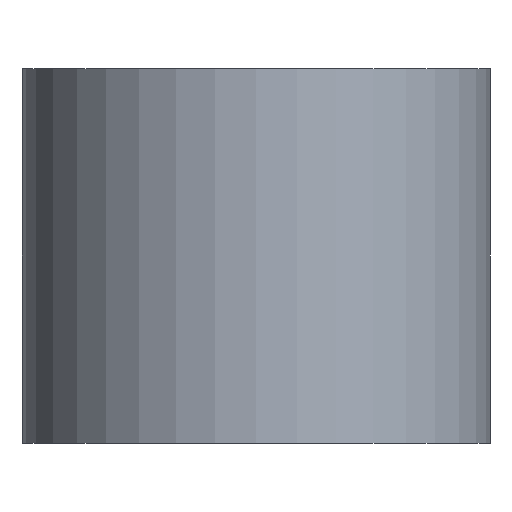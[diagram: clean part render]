
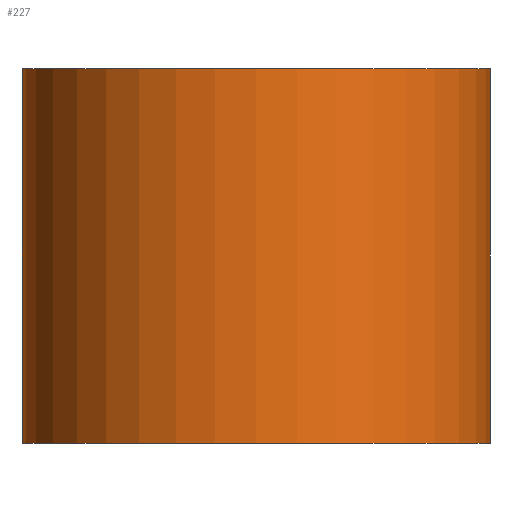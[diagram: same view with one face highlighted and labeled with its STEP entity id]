
A CAD part, front view. The second image highlights one B-rep face of the part: STEP entity #227.
In plain terms, the highlighted cylindrical face has radius 7.5 mm (diameter 15 mm), a partial arc.
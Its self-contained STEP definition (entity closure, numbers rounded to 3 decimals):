
#4 = DIRECTION ( 'NONE',  ( -1., 0., 0. ) ) ;
#38 = AXIS2_PLACEMENT_3D ( 'NONE', #599, #65, #305 ) ;
#42 = CARTESIAN_POINT ( 'NONE',  ( 1.855, -27.419, 0. ) ) ;
#63 = LINE ( 'NONE', #348, #443 ) ;
#65 = DIRECTION ( 'NONE',  ( 0., 0., 1. ) ) ;
#106 = CIRCLE ( 'NONE', #38, 7.5 ) ;
#126 = EDGE_CURVE ( 'NONE', #271, #631, #106, .T. ) ;
#132 = EDGE_CURVE ( 'NONE', #271, #564, #728, .T. ) ;
#174 = CARTESIAN_POINT ( 'NONE',  ( 9.355, -27.419, 12. ) ) ;
#175 = CARTESIAN_POINT ( 'NONE',  ( -5.645, -27.419, 12. ) ) ;
#185 = CARTESIAN_POINT ( 'NONE',  ( -5.645, -27.419, 12. ) ) ;
#188 = CARTESIAN_POINT ( 'NONE',  ( 1.855, -27.419, 12. ) ) ;
#203 = EDGE_LOOP ( 'NONE', ( #595, #740, #566, #505 ) ) ;
#210 = AXIS2_PLACEMENT_3D ( 'NONE', #42, #571, #395 ) ;
#227 = ADVANCED_FACE ( 'NONE', ( #733 ), #540, .T. ) ;
#271 = VERTEX_POINT ( 'NONE', #175 ) ;
#279 = CARTESIAN_POINT ( 'NONE',  ( -5.645, -27.419, 0. ) ) ;
#305 = DIRECTION ( 'NONE',  ( 1., 0., 0. ) ) ;
#307 = DIRECTION ( 'NONE',  ( 0., 0., -1. ) ) ;
#314 = AXIS2_PLACEMENT_3D ( 'NONE', #188, #775, #4 ) ;
#348 = CARTESIAN_POINT ( 'NONE',  ( 9.355, -27.419, 12. ) ) ;
#370 = VERTEX_POINT ( 'NONE', #560 ) ;
#395 = DIRECTION ( 'NONE',  ( 1., 0., 0. ) ) ;
#420 = DIRECTION ( 'NONE',  ( 0., 0., -1. ) ) ;
#443 = VECTOR ( 'NONE', #307, 1000. ) ;
#463 = CIRCLE ( 'NONE', #210, 7.5 ) ;
#505 = ORIENTED_EDGE ( 'NONE', *, *, #132, .T. ) ;
#540 = CYLINDRICAL_SURFACE ( 'NONE', #314, 7.5 ) ;
#560 = CARTESIAN_POINT ( 'NONE',  ( 9.355, -27.419, 0. ) ) ;
#564 = VERTEX_POINT ( 'NONE', #279 ) ;
#566 = ORIENTED_EDGE ( 'NONE', *, *, #126, .F. ) ;
#571 = DIRECTION ( 'NONE',  ( 0., 0., 1. ) ) ;
#576 = EDGE_CURVE ( 'NONE', #564, #370, #463, .T. ) ;
#595 = ORIENTED_EDGE ( 'NONE', *, *, #576, .T. ) ;
#599 = CARTESIAN_POINT ( 'NONE',  ( 1.855, -27.419, 12. ) ) ;
#631 = VERTEX_POINT ( 'NONE', #174 ) ;
#644 = EDGE_CURVE ( 'NONE', #631, #370, #63, .T. ) ;
#679 = VECTOR ( 'NONE', #420, 1000. ) ;
#728 = LINE ( 'NONE', #185, #679 ) ;
#733 = FACE_OUTER_BOUND ( 'NONE', #203, .T. ) ;
#740 = ORIENTED_EDGE ( 'NONE', *, *, #644, .F. ) ;
#775 = DIRECTION ( 'NONE',  ( 0., 0., -1. ) ) ;
